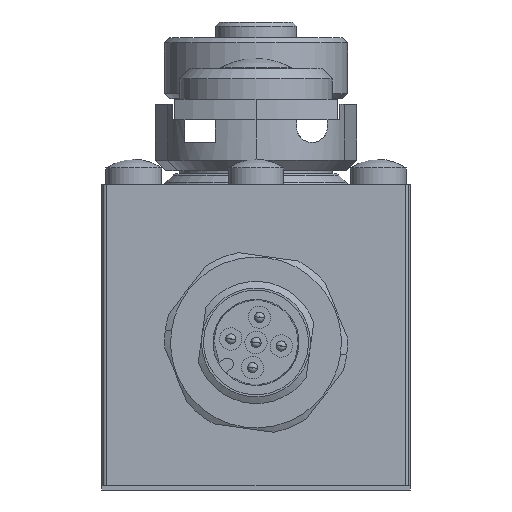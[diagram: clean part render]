
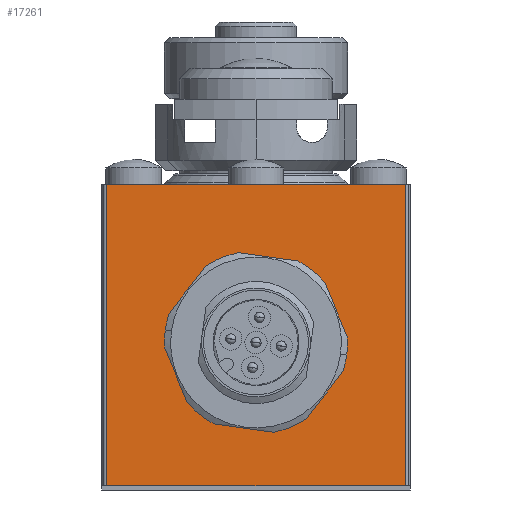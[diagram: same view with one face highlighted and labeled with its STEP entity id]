
A CAD part, front view. The second image highlights one B-rep face of the part: STEP entity #17261.
In plain terms, the highlighted planar face has unit normal (0, -1, 0).
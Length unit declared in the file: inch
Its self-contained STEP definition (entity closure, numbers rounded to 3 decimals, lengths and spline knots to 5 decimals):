
#56 = FACE_OUTER_BOUND ( 'NONE', #3331, .T. ) ;
#776 = EDGE_CURVE ( 'NONE', #11249, #10188, #6705, .T. ) ;
#1345 = CARTESIAN_POINT ( 'NONE',  ( 0.47244, -2.14567, 1.1811 ) ) ;
#1396 = CARTESIAN_POINT ( 'NONE',  ( -0.57677, -2.14567, 1.1811 ) ) ;
#1934 = CARTESIAN_POINT ( 'NONE',  ( -0.31496, -2.14567, 0.57087 ) ) ;
#1966 = DIRECTION ( 'NONE',  ( 1., 0., 0. ) ) ;
#2486 = CARTESIAN_POINT ( 'NONE',  ( -0.47244, -2.14567, 1.1811 ) ) ;
#2662 = ORIENTED_EDGE ( 'NONE', *, *, #10625, .T. ) ;
#2865 = LINE ( 'NONE', #17987, #16499 ) ;
#2967 = VECTOR ( 'NONE', #7593, 39.37008 ) ;
#3009 = VECTOR ( 'NONE', #11688, 39.37008 ) ;
#3046 = EDGE_CURVE ( 'NONE', #6154, #10124, #2865, .T. ) ;
#3331 = EDGE_LOOP ( 'NONE', ( #9046, #14903, #2662, #9451, #18444, #18409 ) ) ;
#3340 = VECTOR ( 'NONE', #9479, 39.37008 ) ;
#3638 = VERTEX_POINT ( 'NONE', #2486 ) ;
#4228 = DIRECTION ( 'NONE',  ( -1., 0., 0. ) ) ;
#4588 = VERTEX_POINT ( 'NONE', #9524 ) ;
#4717 = CARTESIAN_POINT ( 'NONE',  ( 0.31496, -2.14567, 0.57087 ) ) ;
#4733 = DIRECTION ( 'NONE',  ( 0., -1., 0. ) ) ;
#4791 = CARTESIAN_POINT ( 'NONE',  ( 0.59646, -2.14567, 0. ) ) ;
#5229 = CARTESIAN_POINT ( 'NONE',  ( 0., -2.14567, 0.57087 ) ) ;
#5420 = DIRECTION ( 'NONE',  ( 1., 0., 0. ) ) ;
#6080 = CIRCLE ( 'NONE', #16233, 0.31496 ) ;
#6133 = ORIENTED_EDGE ( 'NONE', *, *, #776, .T. ) ;
#6154 = VERTEX_POINT ( 'NONE', #15728 ) ;
#6705 = CIRCLE ( 'NONE', #16583, 0.31496 ) ;
#7014 = EDGE_CURVE ( 'NONE', #4588, #3638, #12227, .T. ) ;
#7317 = AXIS2_PLACEMENT_3D ( 'NONE', #4791, #4733, #12304 ) ;
#7593 = DIRECTION ( 'NONE',  ( -1., 0., 0. ) ) ;
#8129 = DIRECTION ( 'NONE',  ( 0., 1., 0. ) ) ;
#8471 = VECTOR ( 'NONE', #16807, 39.37008 ) ;
#8550 = LINE ( 'NONE', #18213, #3340 ) ;
#9046 = ORIENTED_EDGE ( 'NONE', *, *, #16229, .T. ) ;
#9103 = EDGE_CURVE ( 'NONE', #11392, #18574, #16258, .T. ) ;
#9373 = CARTESIAN_POINT ( 'NONE',  ( -0.57677, -2.14567, 0.01575 ) ) ;
#9451 = ORIENTED_EDGE ( 'NONE', *, *, #7014, .T. ) ;
#9479 = DIRECTION ( 'NONE',  ( -1., 0., 0. ) ) ;
#9524 = CARTESIAN_POINT ( 'NONE',  ( 0.47244, -2.14567, 1.1811 ) ) ;
#9745 = LINE ( 'NONE', #17616, #2967 ) ;
#10124 = VERTEX_POINT ( 'NONE', #11951 ) ;
#10188 = VERTEX_POINT ( 'NONE', #4717 ) ;
#10623 = ORIENTED_EDGE ( 'NONE', *, *, #13938, .T. ) ;
#10625 = EDGE_CURVE ( 'NONE', #6154, #4588, #9745, .T. ) ;
#11249 = VERTEX_POINT ( 'NONE', #1934 ) ;
#11392 = VERTEX_POINT ( 'NONE', #14841 ) ;
#11688 = DIRECTION ( 'NONE',  ( 1., 0., 0. ) ) ;
#11951 = CARTESIAN_POINT ( 'NONE',  ( 0.57677, -2.14567, 0.01575 ) ) ;
#12047 = CARTESIAN_POINT ( 'NONE',  ( 0., -2.14567, 0.57087 ) ) ;
#12130 = FACE_BOUND ( 'NONE', #17065, .T. ) ;
#12227 = LINE ( 'NONE', #1345, #16115 ) ;
#12304 = DIRECTION ( 'NONE',  ( 0., 0., -1. ) ) ;
#12531 = EDGE_CURVE ( 'NONE', #3638, #18574, #8550, .T. ) ;
#13408 = DIRECTION ( 'NONE',  ( 0., 1., 0. ) ) ;
#13452 = PLANE ( 'NONE',  #7317 ) ;
#13938 = EDGE_CURVE ( 'NONE', #10188, #11249, #6080, .T. ) ;
#14841 = CARTESIAN_POINT ( 'NONE',  ( -0.57677, -2.14567, 0.01575 ) ) ;
#14903 = ORIENTED_EDGE ( 'NONE', *, *, #3046, .F. ) ;
#15728 = CARTESIAN_POINT ( 'NONE',  ( 0.57677, -2.14567, 1.1811 ) ) ;
#16034 = CARTESIAN_POINT ( 'NONE',  ( -0.57677, -2.14567, 0.01575 ) ) ;
#16115 = VECTOR ( 'NONE', #4228, 39.37008 ) ;
#16229 = EDGE_CURVE ( 'NONE', #11392, #10124, #18692, .T. ) ;
#16233 = AXIS2_PLACEMENT_3D ( 'NONE', #12047, #13408, #1966 ) ;
#16258 = LINE ( 'NONE', #9373, #8471 ) ;
#16424 = DIRECTION ( 'NONE',  ( 0., 0., -1. ) ) ;
#16499 = VECTOR ( 'NONE', #16424, 39.37008 ) ;
#16583 = AXIS2_PLACEMENT_3D ( 'NONE', #5229, #8129, #5420 ) ;
#16807 = DIRECTION ( 'NONE',  ( 0., 0., 1. ) ) ;
#17065 = EDGE_LOOP ( 'NONE', ( #10623, #6133 ) ) ;
#17261 = ADVANCED_FACE ( 'NONE', ( #12130, #56 ), #13452, .T. ) ;
#17616 = CARTESIAN_POINT ( 'NONE',  ( 0.57677, -2.14567, 1.1811 ) ) ;
#17987 = CARTESIAN_POINT ( 'NONE',  ( 0.57677, -2.14567, 1.1811 ) ) ;
#18213 = CARTESIAN_POINT ( 'NONE',  ( -0.47244, -2.14567, 1.1811 ) ) ;
#18409 = ORIENTED_EDGE ( 'NONE', *, *, #9103, .F. ) ;
#18444 = ORIENTED_EDGE ( 'NONE', *, *, #12531, .T. ) ;
#18574 = VERTEX_POINT ( 'NONE', #1396 ) ;
#18692 = LINE ( 'NONE', #16034, #3009 ) ;
